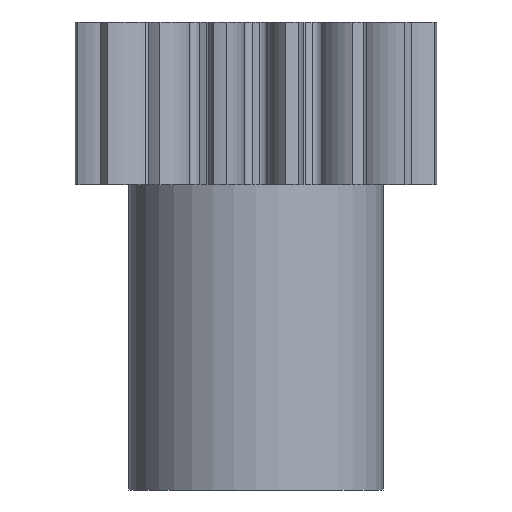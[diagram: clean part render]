
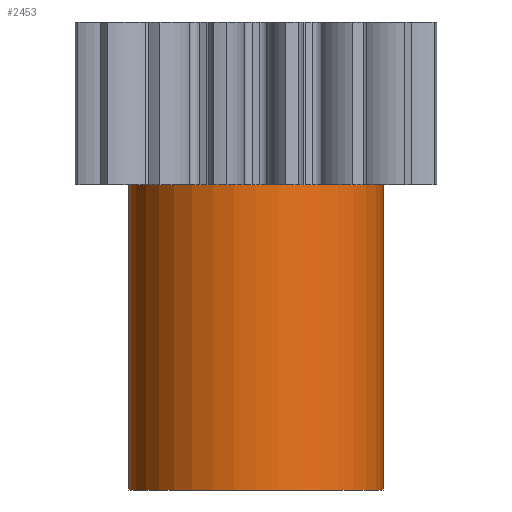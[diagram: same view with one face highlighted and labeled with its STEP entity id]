
A CAD part, front view. The second image highlights one B-rep face of the part: STEP entity #2453.
In plain terms, the highlighted cylindrical face has radius 12.5 mm (diameter 25 mm), a partial arc.
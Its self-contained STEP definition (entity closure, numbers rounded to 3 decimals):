
#3 = CARTESIAN_POINT ( 'NONE',  ( -12.5, 0., -30. ) ) ;
#14 = VECTOR ( 'NONE', #17, 1000. ) ;
#15 = CARTESIAN_POINT ( 'NONE',  ( -12.5, 0., -30. ) ) ;
#16 = LINE ( 'NONE', #15, #14 ) ;
#17 = DIRECTION ( 'NONE',  ( 0., 0., 1. ) ) ;
#381 = CARTESIAN_POINT ( 'NONE',  ( 12.5, 0., -30. ) ) ;
#390 = CARTESIAN_POINT ( 'NONE',  ( 12.5, 0., 0. ) ) ;
#471 = CARTESIAN_POINT ( 'NONE',  ( -12.5, 0., 0. ) ) ;
#546 = CARTESIAN_POINT ( 'NONE',  ( 12.5, 0., -30. ) ) ;
#547 = LINE ( 'NONE', #546, #550 ) ;
#550 = VECTOR ( 'NONE', #551, 1000. ) ;
#551 = DIRECTION ( 'NONE',  ( 0., 0., 1. ) ) ;
#1716 = CARTESIAN_POINT ( 'NONE',  ( 0., 0., 0. ) ) ;
#1858 = DIRECTION ( 'NONE',  ( 1., 0., 0. ) ) ;
#1859 = DIRECTION ( 'NONE',  ( 0., 0., 1. ) ) ;
#1860 = AXIS2_PLACEMENT_3D ( 'NONE', #1716, #1859, #1858 ) ;
#1863 = CIRCLE ( 'NONE', #1860, 12.5 ) ;
#2444 = ORIENTED_EDGE ( 'NONE', *, *, #2755, .T. ) ;
#2453 = ADVANCED_FACE ( 'NONE', ( #3940 ), #3857, .T. ) ;
#2454 = EDGE_LOOP ( 'NONE', ( #2459, #2460, #2444, #2457 ) ) ;
#2457 = ORIENTED_EDGE ( 'NONE', *, *, #3162, .F. ) ;
#2459 = ORIENTED_EDGE ( 'NONE', *, *, #2771, .F. ) ;
#2460 = ORIENTED_EDGE ( 'NONE', *, *, #2504, .T. ) ;
#2504 = EDGE_CURVE ( 'NONE', #2768, #2687, #3959, .T. ) ;
#2681 = VERTEX_POINT ( 'NONE', #390 ) ;
#2682 = VERTEX_POINT ( 'NONE', #471 ) ;
#2687 = VERTEX_POINT ( 'NONE', #381 ) ;
#2755 = EDGE_CURVE ( 'NONE', #2687, #2681, #547, .T. ) ;
#2768 = VERTEX_POINT ( 'NONE', #3 ) ;
#2771 = EDGE_CURVE ( 'NONE', #2768, #2682, #16, .T. ) ;
#3162 = EDGE_CURVE ( 'NONE', #2682, #2681, #1863, .T. ) ;
#3857 = CYLINDRICAL_SURFACE ( 'NONE', #3934, 12.5 ) ;
#3889 = DIRECTION ( 'NONE',  ( 1., 0., 0. ) ) ;
#3890 = DIRECTION ( 'NONE',  ( 0., 0., 1. ) ) ;
#3891 = CARTESIAN_POINT ( 'NONE',  ( 0., 0., -30. ) ) ;
#3934 = AXIS2_PLACEMENT_3D ( 'NONE', #3891, #3890, #3889 ) ;
#3940 = FACE_OUTER_BOUND ( 'NONE', #2454, .T. ) ;
#3957 = CARTESIAN_POINT ( 'NONE',  ( 0., 0., -30. ) ) ;
#3958 = AXIS2_PLACEMENT_3D ( 'NONE', #3957, #3964, #3962 ) ;
#3959 = CIRCLE ( 'NONE', #3958, 12.5 ) ;
#3962 = DIRECTION ( 'NONE',  ( 1., 0., 0. ) ) ;
#3964 = DIRECTION ( 'NONE',  ( 0., 0., 1. ) ) ;
